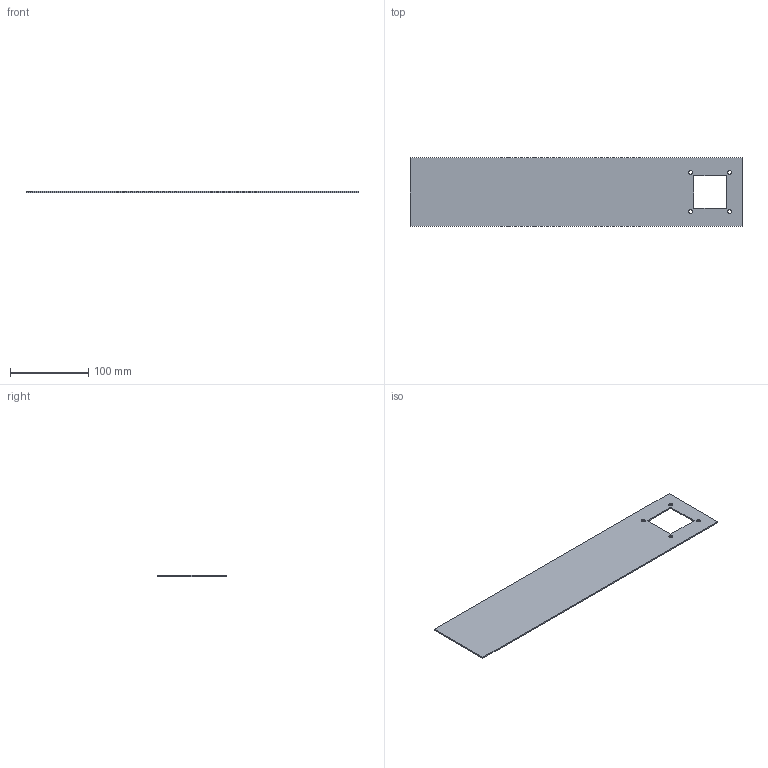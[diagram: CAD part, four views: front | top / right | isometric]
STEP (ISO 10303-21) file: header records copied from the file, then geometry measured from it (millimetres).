
FILE_DESCRIPTION(/* description */ (''),/* implementation_level */ '2;1');
FILE_NAME(/* name */ 'nmt_backpanel.stp',/* time_stamp */ '2017-03-16T11:28:31-07:00',/* author */ ('Zara'),/* organization */ (''),/* preprocessor_version */ 'ST-DEVELOPER v16.5',/* originating_system */ 'Autodesk Inventor 2017',/* authorisation */ '');
FILE_SCHEMA (('AUTOMOTIVE_DESIGN { 1 0 10303 214 3 1 1 }'));
Length unit declared in the file: inch
Products named in the file (1): NMT_backpanel
Bounding box: 424.94 x 88.14 x 1.65 mm (x, y, z)
Volume: 58765.4 mm3; surface area: 73266.3 mm2
Topology: 1 solids, 1 shells, 14 faces, 46 edges, 40 vertices
Faces by surface type: plane 10, cylinder 4
Full cylindrical faces by diameter (mm): 5.105 x4
Entity records: 525 total; most frequent: CARTESIAN_POINT 89, DIRECTION 76, ORIENTED_EDGE 64, EDGE_CURVE 32, LINE 30, VECTOR 30, EDGE_LOOP 28, VERTEX_POINT 24
